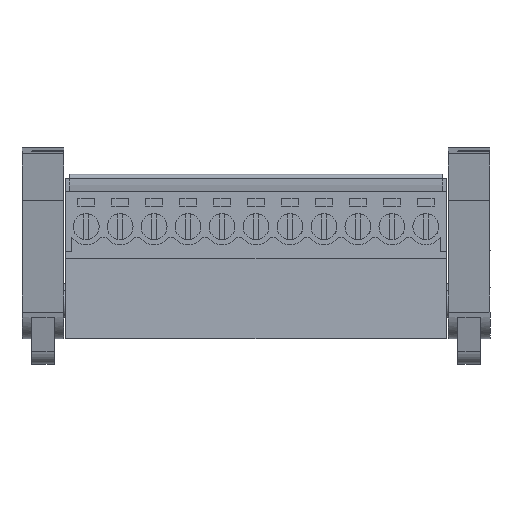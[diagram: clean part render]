
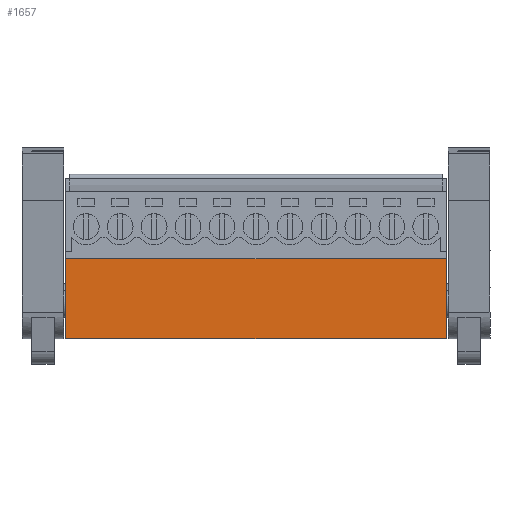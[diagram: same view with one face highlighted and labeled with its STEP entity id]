
A CAD part, front view. The second image highlights one B-rep face of the part: STEP entity #1657.
In plain terms, the highlighted planar face has unit normal (0, -1, 0).
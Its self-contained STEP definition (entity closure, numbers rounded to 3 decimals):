
#1637=AXIS2_PLACEMENT_3D('Plane Axis2P3D',#1634,#1635,#1636) ;
#63=CARTESIAN_POINT('Vertex',(4.9,5.036,2.846)) ;
#66=CARTESIAN_POINT('Line Origine',(4.9,5.036,7.321)) ;
#70=CARTESIAN_POINT('Vertex',(4.9,5.036,11.796)) ;
#365=CARTESIAN_POINT('Vertex',(47.6,5.036,2.846)) ;
#368=CARTESIAN_POINT('Line Origine',(26.25,5.036,2.846)) ;
#1634=CARTESIAN_POINT('Axis2P3D Location',(47.6,5.036,11.796)) ;
#1639=CARTESIAN_POINT('Line Origine',(47.6,5.036,7.321)) ;
#1643=CARTESIAN_POINT('Vertex',(47.6,5.036,11.796)) ;
#1646=CARTESIAN_POINT('Line Origine',(26.25,5.036,11.796)) ;
#67=DIRECTION('Vector Direction',(0.,0.,-1.)) ;
#369=DIRECTION('Vector Direction',(-1.,0.,0.)) ;
#1635=DIRECTION('Axis2P3D Direction',(0.,1.,0.)) ;
#1636=DIRECTION('Axis2P3D XDirection',(0.,0.,-1.)) ;
#1640=DIRECTION('Vector Direction',(0.,0.,-1.)) ;
#1647=DIRECTION('Vector Direction',(-1.,0.,0.)) ;
#68=VECTOR('Line Direction',#67,1.) ;
#370=VECTOR('Line Direction',#369,1.) ;
#1641=VECTOR('Line Direction',#1640,1.) ;
#1648=VECTOR('Line Direction',#1647,1.) ;
#1652=ORIENTED_EDGE('',*,*,#372,.F.) ;
#1653=ORIENTED_EDGE('',*,*,#1645,.F.) ;
#1654=ORIENTED_EDGE('',*,*,#1650,.T.) ;
#1655=ORIENTED_EDGE('',*,*,#72,.T.) ;
#1657=ADVANCED_FACE('HOUSING',(#1656),#1638,.F.) ;
#72=EDGE_CURVE('',#71,#64,#69,.T.) ;
#372=EDGE_CURVE('',#366,#64,#371,.T.) ;
#1645=EDGE_CURVE('',#1644,#366,#1642,.T.) ;
#1650=EDGE_CURVE('',#1644,#71,#1649,.T.) ;
#1651=EDGE_LOOP('',(#1652,#1653,#1654,#1655)) ;
#1656=FACE_OUTER_BOUND('',#1651,.T.) ;
#69=LINE('Line',#66,#68) ;
#371=LINE('Line',#368,#370) ;
#1642=LINE('Line',#1639,#1641) ;
#1649=LINE('Line',#1646,#1648) ;
#1638=PLANE('',#1637) ;
#64=VERTEX_POINT('',#63) ;
#71=VERTEX_POINT('',#70) ;
#366=VERTEX_POINT('',#365) ;
#1644=VERTEX_POINT('',#1643) ;
